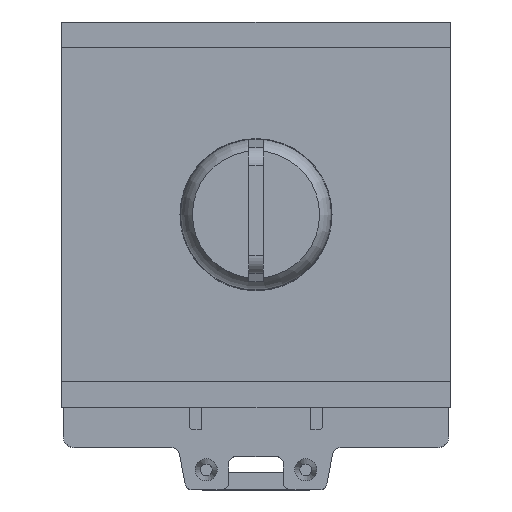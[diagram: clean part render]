
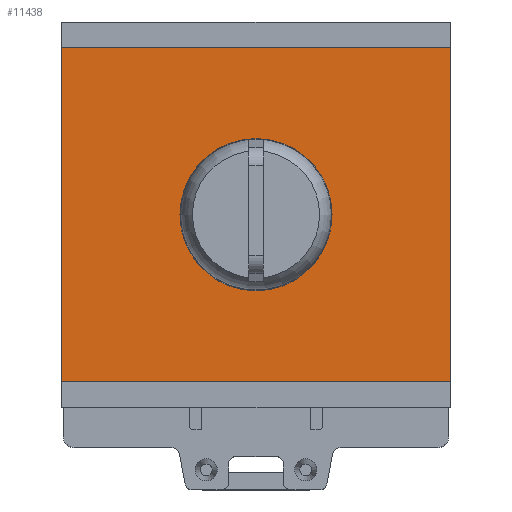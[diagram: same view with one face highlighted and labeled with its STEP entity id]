
A CAD part, top view. The second image highlights one B-rep face of the part: STEP entity #11438.
In plain terms, the highlighted planar face has unit normal (0, 0, 1).
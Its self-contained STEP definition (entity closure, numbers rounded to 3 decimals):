
#520=CIRCLE('',#12415,10.25);
#3099=ORIENTED_EDGE('',*,*,#5255,.T.);
#3100=ORIENTED_EDGE('',*,*,#5256,.T.);
#3101=ORIENTED_EDGE('',*,*,#5257,.T.);
#3102=ORIENTED_EDGE('',*,*,#5258,.T.);
#3103=ORIENTED_EDGE('',*,*,#5254,.T.);
#5254=EDGE_CURVE('',#6475,#6475,#520,.T.);
#5255=EDGE_CURVE('',#6476,#6477,#7653,.T.);
#5256=EDGE_CURVE('',#6477,#6478,#7654,.T.);
#5257=EDGE_CURVE('',#6478,#6479,#7655,.T.);
#5258=EDGE_CURVE('',#6479,#6476,#7656,.T.);
#6475=VERTEX_POINT('',#18808);
#6476=VERTEX_POINT('',#18811);
#6477=VERTEX_POINT('',#18812);
#6478=VERTEX_POINT('',#18814);
#6479=VERTEX_POINT('',#18816);
#7653=LINE('',#18810,#8871);
#7654=LINE('',#18813,#8872);
#7655=LINE('',#18815,#8873);
#7656=LINE('',#18817,#8874);
#8871=VECTOR('',#15289,1000.);
#8872=VECTOR('',#15290,1000.);
#8873=VECTOR('',#15291,1000.);
#8874=VECTOR('',#15292,1000.);
#9582=EDGE_LOOP('',(#3099,#3100,#3101,#3102));
#9583=EDGE_LOOP('',(#3103));
#10324=FACE_BOUND('',#9582,.T.);
#10325=FACE_BOUND('',#9583,.T.);
#10859=PLANE('',#12416);
#11438=ADVANCED_FACE('',(#10324,#10325),#10859,.T.);
#12415=AXIS2_PLACEMENT_3D('',#18807,#15285,#15286);
#12416=AXIS2_PLACEMENT_3D('',#18809,#15287,#15288);
#15285=DIRECTION('',(0.,0.,-1.));
#15286=DIRECTION('',(-1.,0.,0.));
#15287=DIRECTION('',(0.,0.,1.));
#15288=DIRECTION('',(1.,0.,0.));
#15289=DIRECTION('',(-1.,0.,0.));
#15290=DIRECTION('',(0.,-1.,0.));
#15291=DIRECTION('',(1.,0.,0.));
#15292=DIRECTION('',(0.,1.,0.));
#18807=CARTESIAN_POINT('',(26.2,37.,62.7));
#18808=CARTESIAN_POINT('',(15.95,37.,62.7));
#18809=CARTESIAN_POINT('',(0.,0.,62.7));
#18810=CARTESIAN_POINT('',(52.4,59.5,62.7));
#18811=CARTESIAN_POINT('',(52.4,59.5,62.7));
#18812=CARTESIAN_POINT('',(0.,59.5,62.7));
#18813=CARTESIAN_POINT('',(0.,59.5,62.7));
#18814=CARTESIAN_POINT('',(0.,14.5,62.7));
#18815=CARTESIAN_POINT('',(0.,14.5,62.7));
#18816=CARTESIAN_POINT('',(52.4,14.5,62.7));
#18817=CARTESIAN_POINT('',(52.4,14.5,62.7));
